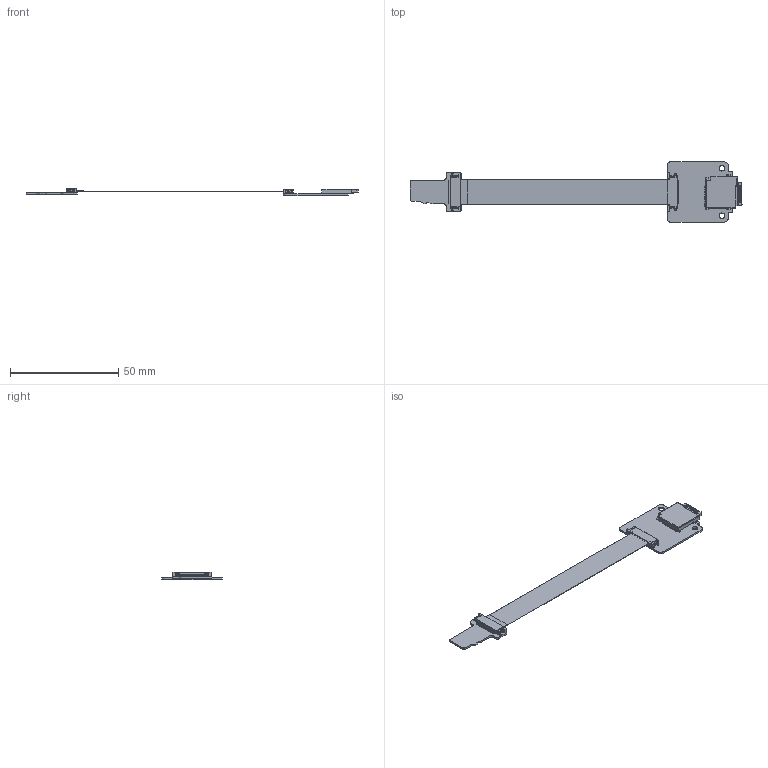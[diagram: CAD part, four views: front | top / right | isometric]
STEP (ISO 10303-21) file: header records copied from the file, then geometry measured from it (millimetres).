
FILE_DESCRIPTION (( 'STEP AP214' ), '1' );
FILE_NAME ('U6192.STEP', '2022-07-05T08:13:55', ( '' ), ( '' ), 'SwSTEP 2.0', 'SolidWorks 2021', '' );
FILE_SCHEMA (( 'AUTOMOTIVE_DESIGN' ));
Length unit declared in the file: millimetre
Products named in the file (4): U6192; 盄; UC-867(1); UC-753(2)
Assembly tree (3 placements, depth 2):
  U6192
    UC-867(1)
    UC-753(2)
    盄
Bounding box: 153.46 x 27.89 x 3.45 mm (x, y, z)
Volume: 1885.2 mm3; surface area: 6213.2 mm2
Topology: 6 solids, 6 shells, 1603 faces, 4709 edges, 3116 vertices
Faces by surface type: plane 1351, cylinder 153, bspline 91, torus 8
Entity records: 70717 total; most frequent: CARTESIAN_POINT 10643, ORIENTED_EDGE 9418, DIRECTION 7870, EDGE_CURVE 4709, VECTOR 4204, LINE 4204, VERTEX_POINT 3116, AXIS2_PLACEMENT_3D 1833
